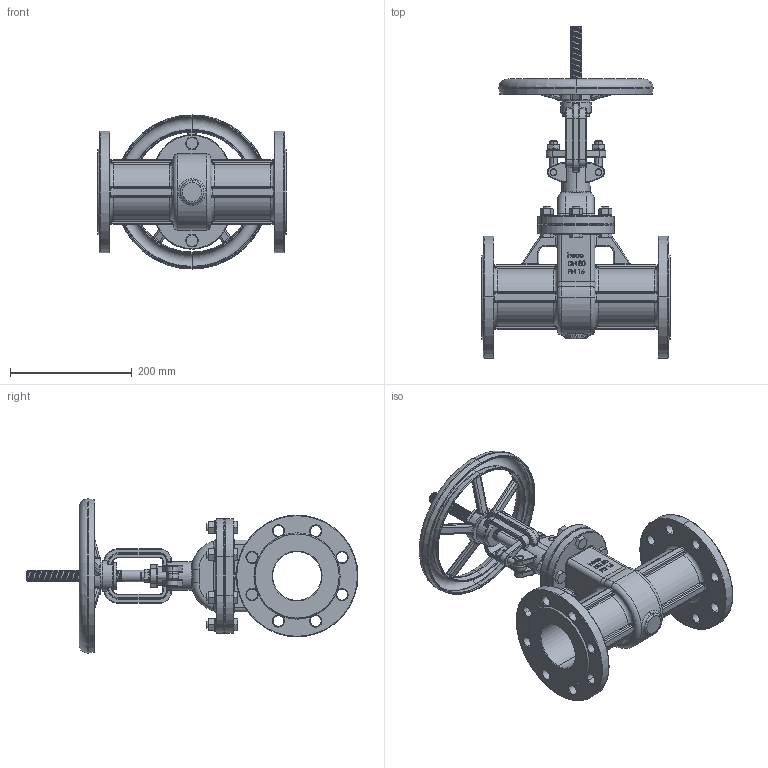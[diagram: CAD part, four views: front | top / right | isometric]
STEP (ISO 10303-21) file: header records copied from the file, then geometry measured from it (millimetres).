
FILE_DESCRIPTION (( 'STEP AP214' ), '1' );
FILE_NAME ('FLAS-300-F1 Absperrschieber mit Flansch 1710.STEP', '2017-11-02T08:46:54', ( '' ), ( '' ), 'SwSTEP 2.0', 'SolidWorks 2016', '' );
FILE_SCHEMA (( 'AUTOMOTIVE_DESIGN' ));
Length unit declared in the file: millimetre
Products named in the file (1): FLAS-300-F1 Absperrschieber mit Flansch 1710
Bounding box: 310 x 545 x 253 mm (x, y, z)
Volume: 3579372.7 mm3; surface area: 600228 mm2
Topology: 1 solids, 2 shells, 2081 faces, 5028 edges, 2993 vertices
Faces by surface type: bspline 554, cylinder 490, plane 474, torus 339, cone 196, sphere 28
Entity records: 112836 total; most frequent: CARTESIAN_POINT 62385, ORIENTED_EDGE 10000, DIRECTION 8466, EDGE_CURVE 5000, AXIS2_PLACEMENT_3D 3455, VERTEX_POINT 2993, EDGE_LOOP 2223, ADVANCED_FACE 2081
